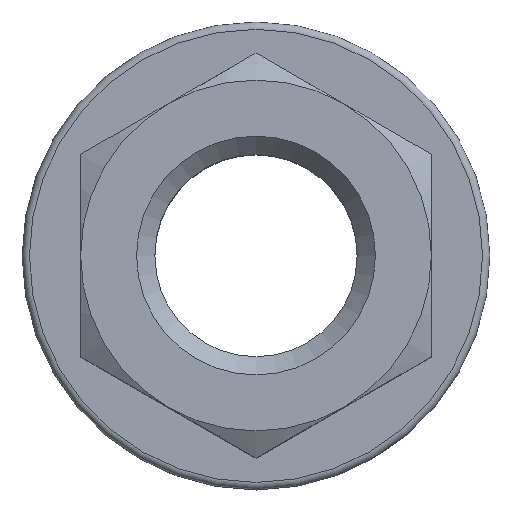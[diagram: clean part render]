
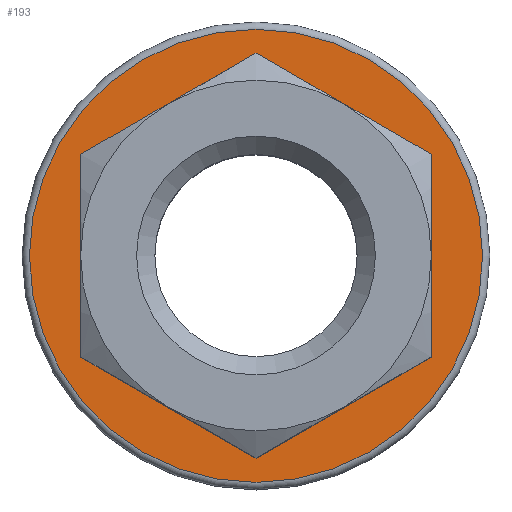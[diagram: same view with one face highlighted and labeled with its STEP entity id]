
A CAD part, top view. The second image highlights one B-rep face of the part: STEP entity #193.
In plain terms, the highlighted planar face has unit normal (0, 0, 1).
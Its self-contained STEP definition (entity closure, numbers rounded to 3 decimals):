
#193 = ADVANCED_FACE( '', ( #256, #257 ), #258, .T. );
#256 = FACE_OUTER_BOUND( '', #331, .T. );
#257 = FACE_BOUND( '', #332, .T. );
#258 = PLANE( '', #333 );
#331 = EDGE_LOOP( '', ( #475 ) );
#332 = EDGE_LOOP( '', ( #476, #477, #478, #479, #480, #481 ) );
#333 = AXIS2_PLACEMENT_3D( '', #482, #483, #484 );
#475 = ORIENTED_EDGE( '', *, *, #559, .T. );
#476 = ORIENTED_EDGE( '', *, *, #566, .T. );
#477 = ORIENTED_EDGE( '', *, *, #569, .T. );
#478 = ORIENTED_EDGE( '', *, *, #554, .T. );
#479 = ORIENTED_EDGE( '', *, *, #557, .T. );
#480 = ORIENTED_EDGE( '', *, *, #574, .T. );
#481 = ORIENTED_EDGE( '', *, *, #573, .T. );
#482 = CARTESIAN_POINT( '', ( 0., 0., 7.2 ) );
#483 = DIRECTION( '', ( 0., 0., 1. ) );
#484 = DIRECTION( '', ( 1., 0., 0. ) );
#554 = EDGE_CURVE( '', #616, #619, #621, .T. );
#557 = EDGE_CURVE( '', #619, #624, #626, .T. );
#559 = EDGE_CURVE( '', #629, #629, #630, .T. );
#566 = EDGE_CURVE( '', #636, #641, #643, .T. );
#569 = EDGE_CURVE( '', #641, #616, #646, .T. );
#573 = EDGE_CURVE( '', #649, #636, #652, .T. );
#574 = EDGE_CURVE( '', #624, #649, #653, .T. );
#616 = VERTEX_POINT( '', #708 );
#619 = VERTEX_POINT( '', #717 );
#621 = LINE( '', #720, #721 );
#624 = VERTEX_POINT( '', #731 );
#626 = LINE( '', #734, #735 );
#629 = VERTEX_POINT( '', #738 );
#630 = CIRCLE( '', #739, 15.5 );
#636 = VERTEX_POINT( '', #745 );
#641 = VERTEX_POINT( '', #763 );
#643 = LINE( '', #766, #767 );
#646 = LINE( '', #782, #783 );
#649 = VERTEX_POINT( '', #793 );
#652 = LINE( '', #802, #803 );
#653 = LINE( '', #804, #805 );
#708 = CARTESIAN_POINT( '', ( -12., 6.928, 7.2 ) );
#717 = CARTESIAN_POINT( '', ( 0., 13.856, 7.2 ) );
#720 = CARTESIAN_POINT( '', ( -12., 6.928, 7.2 ) );
#721 = VECTOR( '', #875, 1000. );
#731 = CARTESIAN_POINT( '', ( 12., 6.928, 7.2 ) );
#734 = CARTESIAN_POINT( '', ( 0., 13.856, 7.2 ) );
#735 = VECTOR( '', #877, 1000. );
#738 = CARTESIAN_POINT( '', ( 15.5, 0., 7.2 ) );
#739 = AXIS2_PLACEMENT_3D( '', #881, #882, #883 );
#745 = CARTESIAN_POINT( '', ( 0., -13.856, 7.2 ) );
#763 = CARTESIAN_POINT( '', ( -12., -6.928, 7.2 ) );
#766 = CARTESIAN_POINT( '', ( 0., -13.856, 7.2 ) );
#767 = VECTOR( '', #892, 1000. );
#782 = CARTESIAN_POINT( '', ( -12., -6.928, 7.2 ) );
#783 = VECTOR( '', #893, 1000. );
#793 = CARTESIAN_POINT( '', ( 12., -6.928, 7.2 ) );
#802 = CARTESIAN_POINT( '', ( 12., -6.928, 7.2 ) );
#803 = VECTOR( '', #895, 1000. );
#804 = CARTESIAN_POINT( '', ( 12., 6.928, 7.2 ) );
#805 = VECTOR( '', #896, 1000. );
#875 = DIRECTION( '', ( 0.866, 0.5, 0. ) );
#877 = DIRECTION( '', ( 0.866, -0.5, 0. ) );
#881 = CARTESIAN_POINT( '', ( 0., 0., 7.2 ) );
#882 = DIRECTION( '', ( 0., 0., 1. ) );
#883 = DIRECTION( '', ( 1., 0., 0. ) );
#892 = DIRECTION( '', ( -0.866, 0.5, 0. ) );
#893 = DIRECTION( '', ( 0., 1., 0. ) );
#895 = DIRECTION( '', ( -0.866, -0.5, 0. ) );
#896 = DIRECTION( '', ( 0., -1., 0. ) );
